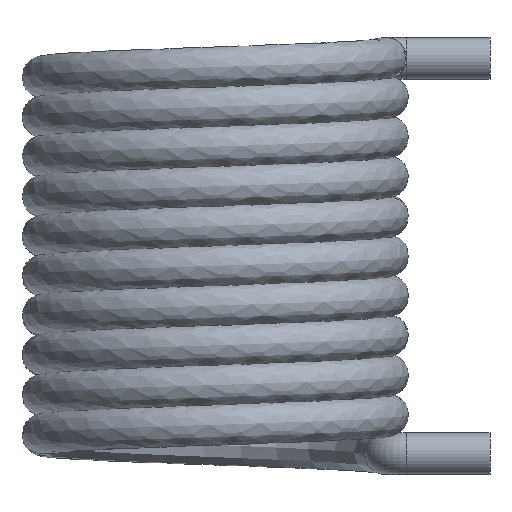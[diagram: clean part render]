
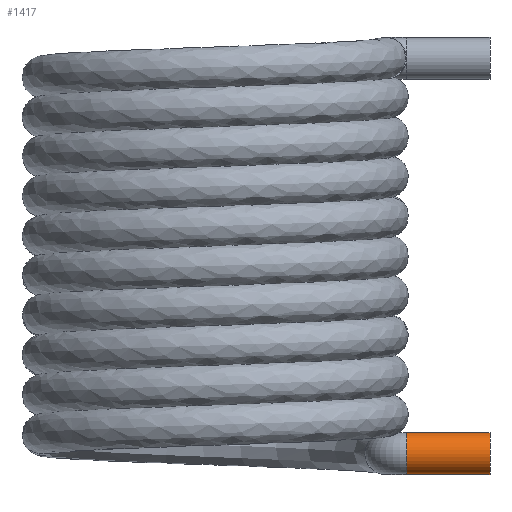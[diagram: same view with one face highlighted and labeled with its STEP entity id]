
A CAD part, front view. The second image highlights one B-rep face of the part: STEP entity #1417.
In plain terms, the highlighted cylindrical face has radius 1 mm (diameter 2 mm), a full revolution.
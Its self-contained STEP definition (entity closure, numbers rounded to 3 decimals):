
#1417 = ADVANCED_FACE('',(#1418),#1432,.T.);
#1418 = FACE_BOUND('',#1419,.F.);
#1419 = EDGE_LOOP('',(#1420,#1450,#1477,#1478));
#1420 = ORIENTED_EDGE('',*,*,#1421,.T.);
#1421 = EDGE_CURVE('',#1422,#1424,#1426,.T.);
#1422 = VERTEX_POINT('',#1423);
#1423 = CARTESIAN_POINT('',(9.2,-1.,0.));
#1424 = VERTEX_POINT('',#1425);
#1425 = CARTESIAN_POINT('',(5.2,-1.,0.));
#1426 = SEAM_CURVE('',#1427,(#1431,#1443),.PCURVE_S1.);
#1427 = LINE('',#1428,#1429);
#1428 = CARTESIAN_POINT('',(9.2,-1.,0.));
#1429 = VECTOR('',#1430,1.);
#1430 = DIRECTION('',(-1.,0.,0.));
#1431 = PCURVE('',#1432,#1437);
#1432 = CYLINDRICAL_SURFACE('',#1433,1.);
#1433 = AXIS2_PLACEMENT_3D('',#1434,#1435,#1436);
#1434 = CARTESIAN_POINT('',(9.2,0.,0.));
#1435 = DIRECTION('',(1.,-0.,0.));
#1436 = DIRECTION('',(0.,-1.,0.));
#1437 = DEFINITIONAL_REPRESENTATION('',(#1438),#1442);
#1438 = LINE('',#1439,#1440);
#1439 = CARTESIAN_POINT('',(-0.,0.));
#1440 = VECTOR('',#1441,1.);
#1441 = DIRECTION('',(-0.,-1.));
#1442 = ( GEOMETRIC_REPRESENTATION_CONTEXT(2) 
PARAMETRIC_REPRESENTATION_CONTEXT() REPRESENTATION_CONTEXT('2D SPACE',''
  ) );
#1443 = PCURVE('',#1432,#1444);
#1444 = DEFINITIONAL_REPRESENTATION('',(#1445),#1449);
#1445 = LINE('',#1446,#1447);
#1446 = CARTESIAN_POINT('',(-6.283,0.));
#1447 = VECTOR('',#1448,1.);
#1448 = DIRECTION('',(-0.,-1.));
#1449 = ( GEOMETRIC_REPRESENTATION_CONTEXT(2) 
PARAMETRIC_REPRESENTATION_CONTEXT() REPRESENTATION_CONTEXT('2D SPACE',''
  ) );
#1450 = ORIENTED_EDGE('',*,*,#1451,.T.);
#1451 = EDGE_CURVE('',#1424,#1424,#1452,.T.);
#1452 = SURFACE_CURVE('',#1453,(#1458,#1465),.PCURVE_S1.);
#1453 = CIRCLE('',#1454,1.);
#1454 = AXIS2_PLACEMENT_3D('',#1455,#1456,#1457);
#1455 = CARTESIAN_POINT('',(5.2,0.,0.));
#1456 = DIRECTION('',(-1.,0.,0.));
#1457 = DIRECTION('',(0.,-1.,0.));
#1458 = PCURVE('',#1432,#1459);
#1459 = DEFINITIONAL_REPRESENTATION('',(#1460),#1464);
#1460 = LINE('',#1461,#1462);
#1461 = CARTESIAN_POINT('',(-0.,-4.));
#1462 = VECTOR('',#1463,1.);
#1463 = DIRECTION('',(-1.,0.));
#1464 = ( GEOMETRIC_REPRESENTATION_CONTEXT(2) 
PARAMETRIC_REPRESENTATION_CONTEXT() REPRESENTATION_CONTEXT('2D SPACE',''
  ) );
#1465 = PCURVE('',#1466,#1471);
#1466 = PLANE('',#1467);
#1467 = AXIS2_PLACEMENT_3D('',#1468,#1469,#1470);
#1468 = CARTESIAN_POINT('',(5.2,0.,0.));
#1469 = DIRECTION('',(-1.,0.,0.));
#1470 = DIRECTION('',(0.,-1.,0.));
#1471 = DEFINITIONAL_REPRESENTATION('',(#1472),#1476);
#1472 = CIRCLE('',#1473,1.);
#1473 = AXIS2_PLACEMENT_2D('',#1474,#1475);
#1474 = CARTESIAN_POINT('',(0.,0.));
#1475 = DIRECTION('',(1.,0.));
#1476 = ( GEOMETRIC_REPRESENTATION_CONTEXT(2) 
PARAMETRIC_REPRESENTATION_CONTEXT() REPRESENTATION_CONTEXT('2D SPACE',''
  ) );
#1477 = ORIENTED_EDGE('',*,*,#1421,.F.);
#1478 = ORIENTED_EDGE('',*,*,#1479,.F.);
#1479 = EDGE_CURVE('',#1422,#1422,#1480,.T.);
#1480 = SURFACE_CURVE('',#1481,(#1486,#1493),.PCURVE_S1.);
#1481 = CIRCLE('',#1482,1.);
#1482 = AXIS2_PLACEMENT_3D('',#1483,#1484,#1485);
#1483 = CARTESIAN_POINT('',(9.2,0.,0.));
#1484 = DIRECTION('',(-1.,0.,0.));
#1485 = DIRECTION('',(0.,-1.,0.));
#1486 = PCURVE('',#1432,#1487);
#1487 = DEFINITIONAL_REPRESENTATION('',(#1488),#1492);
#1488 = LINE('',#1489,#1490);
#1489 = CARTESIAN_POINT('',(-0.,0.));
#1490 = VECTOR('',#1491,1.);
#1491 = DIRECTION('',(-1.,0.));
#1492 = ( GEOMETRIC_REPRESENTATION_CONTEXT(2) 
PARAMETRIC_REPRESENTATION_CONTEXT() REPRESENTATION_CONTEXT('2D SPACE',''
  ) );
#1493 = PCURVE('',#1494,#1499);
#1494 = PLANE('',#1495);
#1495 = AXIS2_PLACEMENT_3D('',#1496,#1497,#1498);
#1496 = CARTESIAN_POINT('',(9.2,0.,0.));
#1497 = DIRECTION('',(-1.,0.,0.));
#1498 = DIRECTION('',(0.,-1.,0.));
#1499 = DEFINITIONAL_REPRESENTATION('',(#1500),#1504);
#1500 = CIRCLE('',#1501,1.);
#1501 = AXIS2_PLACEMENT_2D('',#1502,#1503);
#1502 = CARTESIAN_POINT('',(0.,0.));
#1503 = DIRECTION('',(1.,0.));
#1504 = ( GEOMETRIC_REPRESENTATION_CONTEXT(2) 
PARAMETRIC_REPRESENTATION_CONTEXT() REPRESENTATION_CONTEXT('2D SPACE',''
  ) );
